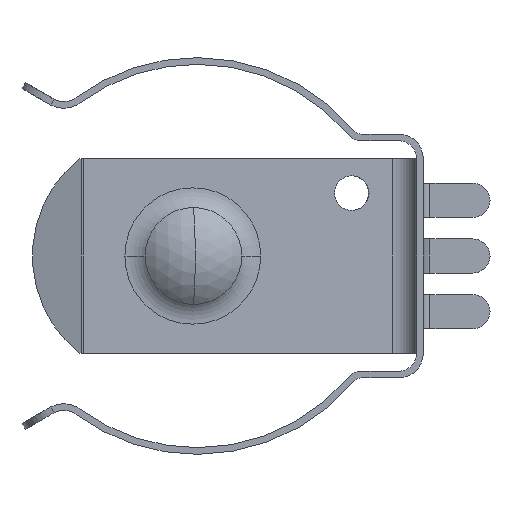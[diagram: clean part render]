
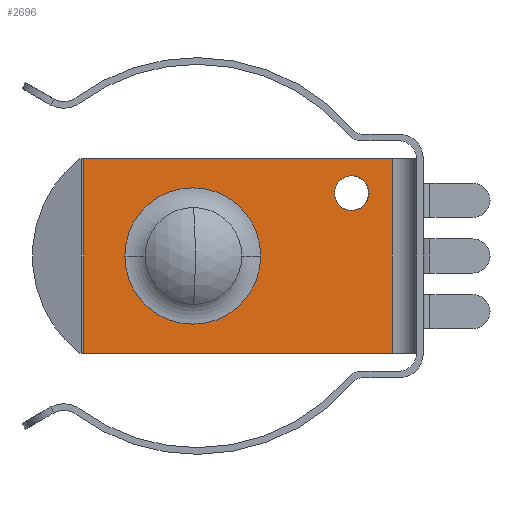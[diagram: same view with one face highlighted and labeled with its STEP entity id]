
A CAD part, left-side view. The second image highlights one B-rep face of the part: STEP entity #2696.
In plain terms, the highlighted planar face has unit normal (-0.996, -0.087, 0).
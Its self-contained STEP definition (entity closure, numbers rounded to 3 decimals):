
#40 = CARTESIAN_POINT ( 'NONE',  ( 11.904, 10.208, 0. ) ) ;
#41 = CIRCLE ( 'NONE', #3470, 0.787 ) ;
#99 = CIRCLE ( 'NONE', #3146, 3.11 ) ;
#152 = CARTESIAN_POINT ( 'NONE',  ( 12.47, 3.736, 2.87 ) ) ;
#221 = DIRECTION ( 'NONE',  ( 0., 0., -1. ) ) ;
#282 = FACE_BOUND ( 'NONE', #532, .T. ) ;
#291 = CARTESIAN_POINT ( 'NONE',  ( 11.468, 15.186, 4.445 ) ) ;
#374 = VERTEX_POINT ( 'NONE', #1175 ) ;
#404 = CIRCLE ( 'NONE', #1692, 3.11 ) ;
#417 = EDGE_CURVE ( 'NONE', #374, #2538, #41, .T. ) ;
#461 = CARTESIAN_POINT ( 'NONE',  ( 11.904, 10.208, 0. ) ) ;
#500 = CARTESIAN_POINT ( 'NONE',  ( 11.468, 15.186, 4.445 ) ) ;
#532 = EDGE_LOOP ( 'NONE', ( #3765, #3027 ) ) ;
#669 = VECTOR ( 'NONE', #3033, 1000. ) ;
#679 = ORIENTED_EDGE ( 'NONE', *, *, #3764, .T. ) ;
#688 = EDGE_CURVE ( 'NONE', #2644, #889, #2496, .T. ) ;
#780 = DIRECTION ( 'NONE',  ( -0.996, -0.087, 0. ) ) ;
#786 = DIRECTION ( 'NONE',  ( 0.996, 0.087, 0. ) ) ;
#889 = VERTEX_POINT ( 'NONE', #3195 ) ;
#922 = CARTESIAN_POINT ( 'NONE',  ( 12.7, 1.105, 4.445 ) ) ;
#937 = DIRECTION ( 'NONE',  ( -0.996, -0.087, 0. ) ) ;
#1010 = DIRECTION ( 'NONE',  ( 0., 0., -1. ) ) ;
#1162 = EDGE_CURVE ( 'NONE', #2538, #374, #2061, .T. ) ;
#1163 = EDGE_LOOP ( 'NONE', ( #3115, #3293, #679, #1329 ) ) ;
#1175 = CARTESIAN_POINT ( 'NONE',  ( 12.607, 2.167, 2.87 ) ) ;
#1270 = DIRECTION ( 'NONE',  ( -0.087, 0.996, 0. ) ) ;
#1321 = AXIS2_PLACEMENT_3D ( 'NONE', #3446, #786, #2835 ) ;
#1329 = ORIENTED_EDGE ( 'NONE', *, *, #3635, .T. ) ;
#1639 = EDGE_CURVE ( 'NONE', #2832, #3125, #404, .T. ) ;
#1692 = AXIS2_PLACEMENT_3D ( 'NONE', #40, #937, #1270 ) ;
#1781 = CARTESIAN_POINT ( 'NONE',  ( 12.538, 2.952, 2.87 ) ) ;
#1844 = CARTESIAN_POINT ( 'NONE',  ( 12.7, 1.105, -4.445 ) ) ;
#1881 = EDGE_CURVE ( 'NONE', #3125, #2832, #99, .T. ) ;
#2037 = CARTESIAN_POINT ( 'NONE',  ( 12.7, 1.105, 4.445 ) ) ;
#2061 = CIRCLE ( 'NONE', #1321, 0.787 ) ;
#2163 = EDGE_CURVE ( 'NONE', #889, #3646, #3590, .T. ) ;
#2340 = DIRECTION ( 'NONE',  ( 0.996, 0.087, 0. ) ) ;
#2343 = DIRECTION ( 'NONE',  ( -0.087, 0.996, 0. ) ) ;
#2382 = VERTEX_POINT ( 'NONE', #291 ) ;
#2434 = LINE ( 'NONE', #922, #3478 ) ;
#2496 = LINE ( 'NONE', #3121, #2983 ) ;
#2523 = AXIS2_PLACEMENT_3D ( 'NONE', #2037, #2590, #3182 ) ;
#2538 = VERTEX_POINT ( 'NONE', #152 ) ;
#2590 = DIRECTION ( 'NONE',  ( -0.996, -0.087, 0. ) ) ;
#2624 = CARTESIAN_POINT ( 'NONE',  ( 11.632, 13.306, 0. ) ) ;
#2644 = VERTEX_POINT ( 'NONE', #2981 ) ;
#2696 = ADVANCED_FACE ( 'NONE', ( #3221, #282, #2936 ), #3164, .T. ) ;
#2832 = VERTEX_POINT ( 'NONE', #3572 ) ;
#2835 = DIRECTION ( 'NONE',  ( -0.087, 0.996, 0. ) ) ;
#2869 = CARTESIAN_POINT ( 'NONE',  ( 11.468, 15.186, -4.445 ) ) ;
#2936 = FACE_OUTER_BOUND ( 'NONE', #1163, .T. ) ;
#2949 = DIRECTION ( 'NONE',  ( -0.087, 0.996, 0. ) ) ;
#2981 = CARTESIAN_POINT ( 'NONE',  ( 12.7, 1.105, 4.445 ) ) ;
#2983 = VECTOR ( 'NONE', #1010, 1000. ) ;
#2984 = DIRECTION ( 'NONE',  ( -0.087, 0.996, 0. ) ) ;
#3027 = ORIENTED_EDGE ( 'NONE', *, *, #1639, .F. ) ;
#3033 = DIRECTION ( 'NONE',  ( -0.087, 0.996, 0. ) ) ;
#3057 = VECTOR ( 'NONE', #221, 1000. ) ;
#3115 = ORIENTED_EDGE ( 'NONE', *, *, #2163, .F. ) ;
#3121 = CARTESIAN_POINT ( 'NONE',  ( 12.7, 1.105, 4.445 ) ) ;
#3125 = VERTEX_POINT ( 'NONE', #2624 ) ;
#3146 = AXIS2_PLACEMENT_3D ( 'NONE', #461, #780, #2343 ) ;
#3164 = PLANE ( 'NONE',  #2523 ) ;
#3182 = DIRECTION ( 'NONE',  ( -0.087, 0.996, 0. ) ) ;
#3195 = CARTESIAN_POINT ( 'NONE',  ( 12.7, 1.105, -4.445 ) ) ;
#3217 = ORIENTED_EDGE ( 'NONE', *, *, #417, .T. ) ;
#3221 = FACE_BOUND ( 'NONE', #3479, .T. ) ;
#3293 = ORIENTED_EDGE ( 'NONE', *, *, #688, .F. ) ;
#3427 = ORIENTED_EDGE ( 'NONE', *, *, #1162, .T. ) ;
#3446 = CARTESIAN_POINT ( 'NONE',  ( 12.538, 2.952, 2.87 ) ) ;
#3470 = AXIS2_PLACEMENT_3D ( 'NONE', #1781, #2340, #2949 ) ;
#3478 = VECTOR ( 'NONE', #2984, 1000. ) ;
#3479 = EDGE_LOOP ( 'NONE', ( #3427, #3217 ) ) ;
#3572 = CARTESIAN_POINT ( 'NONE',  ( 12.175, 7.11, 0. ) ) ;
#3590 = LINE ( 'NONE', #1844, #669 ) ;
#3635 = EDGE_CURVE ( 'NONE', #2382, #3646, #3736, .T. ) ;
#3646 = VERTEX_POINT ( 'NONE', #2869 ) ;
#3736 = LINE ( 'NONE', #500, #3057 ) ;
#3764 = EDGE_CURVE ( 'NONE', #2644, #2382, #2434, .T. ) ;
#3765 = ORIENTED_EDGE ( 'NONE', *, *, #1881, .F. ) ;
